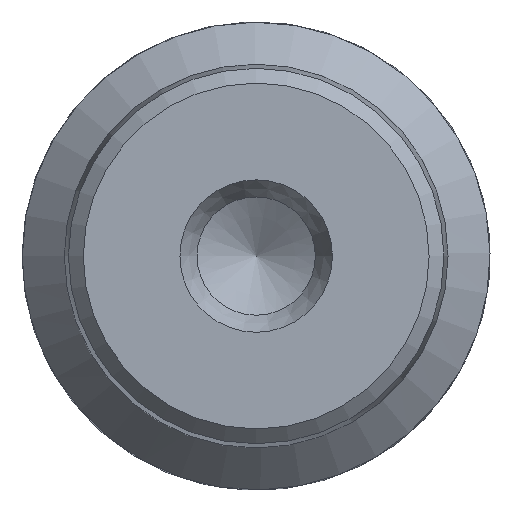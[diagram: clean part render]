
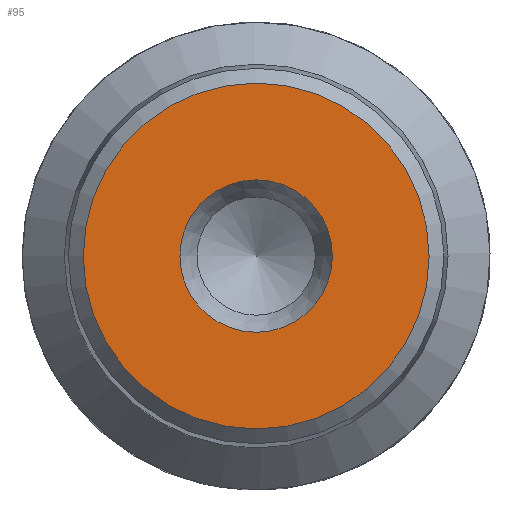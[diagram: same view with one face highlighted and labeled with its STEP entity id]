
A CAD part, front view. The second image highlights one B-rep face of the part: STEP entity #95.
In plain terms, the highlighted face is planar.
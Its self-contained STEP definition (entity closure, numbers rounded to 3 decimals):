
#90=PLANE('',#362);
#95=ADVANCED_FACE('',(#125,#126),#90,.T.);
#125=FACE_BOUND('',#173,.T.);
#126=FACE_BOUND('',#174,.T.);
#173=EDGE_LOOP('',(#221));
#174=EDGE_LOOP('',(#222));
#221=ORIENTED_EDGE('',*,*,#294,.T.);
#222=ORIENTED_EDGE('',*,*,#295,.T.);
#269=VERTEX_POINT('',#507);
#270=VERTEX_POINT('',#509);
#294=EDGE_CURVE('',#269,#269,#318,.T.);
#295=EDGE_CURVE('',#270,#270,#319,.T.);
#318=CIRCLE('',#360,5.155);
#319=CIRCLE('',#361,11.697);
#360=AXIS2_PLACEMENT_3D('',#506,#410,#411);
#361=AXIS2_PLACEMENT_3D('',#508,#412,#413);
#362=AXIS2_PLACEMENT_3D('',#510,#414,#415);
#410=DIRECTION('',(0.,0.,-1.));
#411=DIRECTION('',(-1.,0.,0.));
#412=DIRECTION('',(0.,0.,1.));
#413=DIRECTION('',(1.,0.,0.));
#414=DIRECTION('',(0.,0.,1.));
#415=DIRECTION('',(1.,0.,0.));
#506=CARTESIAN_POINT('',(0.,0.,155.66));
#507=CARTESIAN_POINT('',(-5.155,0.,155.66));
#508=CARTESIAN_POINT('',(0.,0.,155.66));
#509=CARTESIAN_POINT('',(11.697,0.,155.66));
#510=CARTESIAN_POINT('',(12.697,0.,155.66));
